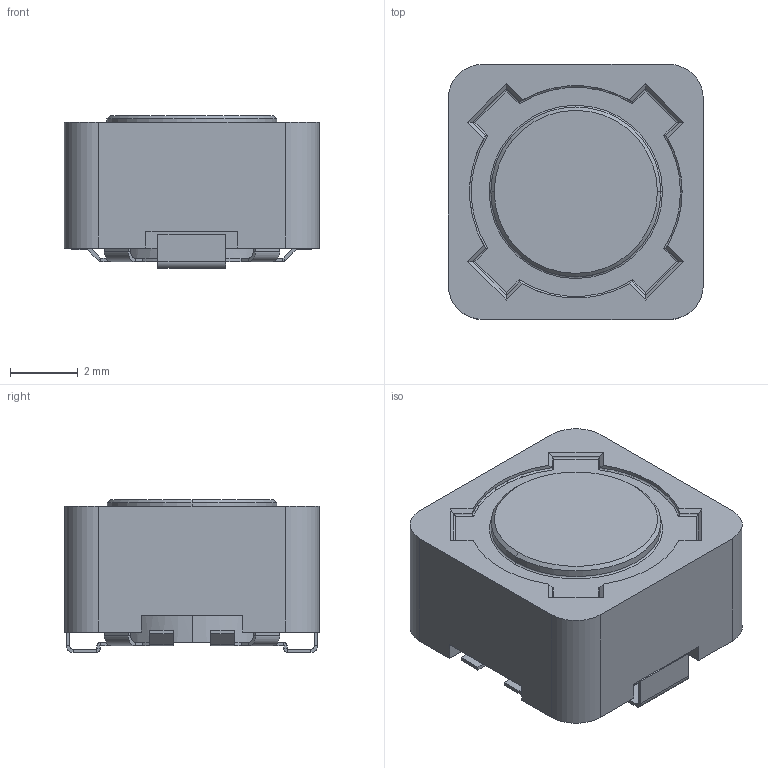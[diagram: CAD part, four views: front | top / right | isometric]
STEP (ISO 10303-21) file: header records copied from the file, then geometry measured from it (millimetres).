
FILE_DESCRIPTION (( 'STEP AP214' ), '1' );
FILE_NAME ('IND-SMD_L7.5-W7.5_CYH74.step', '2022-07-09T00:53:17', ( '' ), ( '' ), 'SwSTEP 2.0', 'SolidWorks 2020', '' );
FILE_SCHEMA (( 'AUTOMOTIVE_DESIGN' ));
Length unit declared in the file: millimetre
Products named in the file (1): IND-SMD_L7.5-W7.5_CYH74
Bounding box: 7.51 x 7.5 x 4.5 mm (x, y, z)
Volume: 203.5 mm3; surface area: 322.6 mm2
Topology: 3 solids, 3 shells, 551 faces, 1394 edges, 877 vertices
Faces by surface type: plane 358, bspline 112, cylinder 72, torus 7, cone 2
Entity records: 23587 total; most frequent: CARTESIAN_POINT 5151, ORIENTED_EDGE 2788, DIRECTION 2150, EDGE_CURVE 1394, LINE 1002, VECTOR 1002, VERTEX_POINT 877, EDGE_LOOP 579
